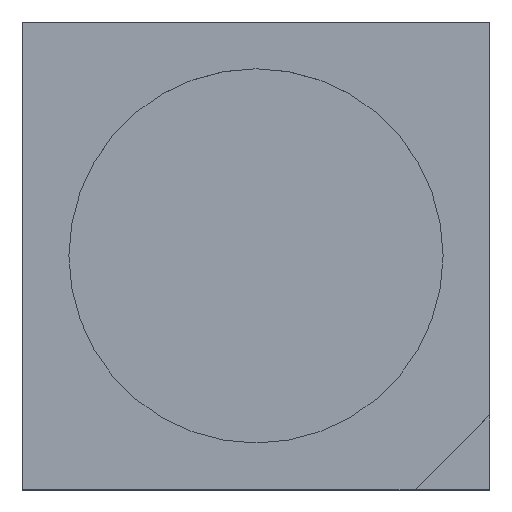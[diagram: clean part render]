
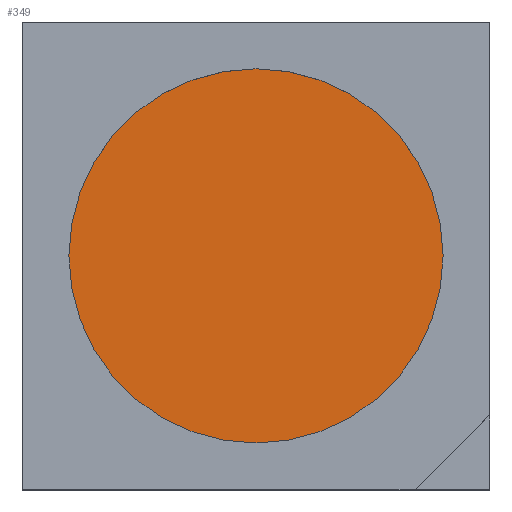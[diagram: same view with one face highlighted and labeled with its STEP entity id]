
A CAD part, top view. The second image highlights one B-rep face of the part: STEP entity #349.
In plain terms, the highlighted planar face has unit normal (0, 0, 1).
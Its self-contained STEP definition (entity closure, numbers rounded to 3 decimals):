
#17 = ORIENTED_EDGE ( 'NONE', *, *, #316, .T. ) ;
#36 = DIRECTION ( 'NONE',  ( 1., 0., 0. ) ) ;
#56 = FACE_OUTER_BOUND ( 'NONE', #122, .T. ) ;
#65 = CARTESIAN_POINT ( 'NONE',  ( 2., 0., 1.3 ) ) ;
#83 = DIRECTION ( 'NONE',  ( 0., 0., 1. ) ) ;
#122 = EDGE_LOOP ( 'NONE', ( #208, #17 ) ) ;
#153 = CARTESIAN_POINT ( 'NONE',  ( 0., 0., 1.3 ) ) ;
#157 = AXIS2_PLACEMENT_3D ( 'NONE', #153, #400, #414 ) ;
#208 = ORIENTED_EDGE ( 'NONE', *, *, #410, .T. ) ;
#210 = VERTEX_POINT ( 'NONE', #361 ) ;
#221 = PLANE ( 'NONE',  #422 ) ;
#224 = CARTESIAN_POINT ( 'NONE',  ( 0., 0., 1.3 ) ) ;
#238 = VERTEX_POINT ( 'NONE', #65 ) ;
#253 = DIRECTION ( 'NONE',  ( 1., 0., 0. ) ) ;
#285 = DIRECTION ( 'NONE',  ( 0., 0., 1. ) ) ;
#316 = EDGE_CURVE ( 'NONE', #210, #238, #339, .T. ) ;
#326 = CIRCLE ( 'NONE', #363, 2. ) ;
#339 = CIRCLE ( 'NONE', #157, 2. ) ;
#349 = ADVANCED_FACE ( 'NONE', ( #56 ), #221, .T. ) ;
#361 = CARTESIAN_POINT ( 'NONE',  ( -2., 0., 1.3 ) ) ;
#363 = AXIS2_PLACEMENT_3D ( 'NONE', #398, #83, #36 ) ;
#398 = CARTESIAN_POINT ( 'NONE',  ( 0., 0., 1.3 ) ) ;
#400 = DIRECTION ( 'NONE',  ( 0., 0., 1. ) ) ;
#410 = EDGE_CURVE ( 'NONE', #238, #210, #326, .T. ) ;
#414 = DIRECTION ( 'NONE',  ( 1., 0., 0. ) ) ;
#422 = AXIS2_PLACEMENT_3D ( 'NONE', #224, #285, #253 ) ;
